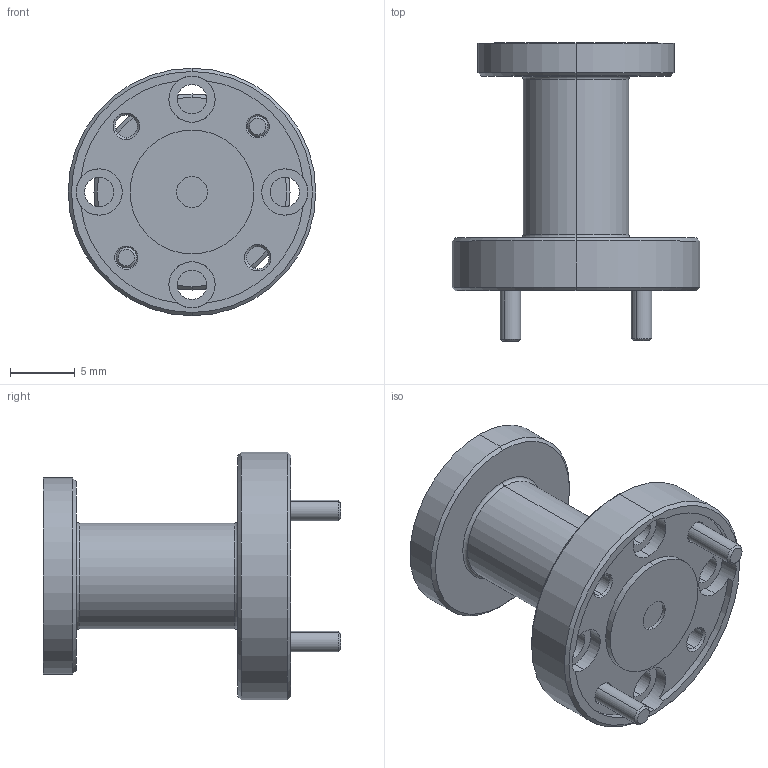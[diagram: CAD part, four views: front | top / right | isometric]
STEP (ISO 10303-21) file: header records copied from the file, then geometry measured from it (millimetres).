
FILE_DESCRIPTION (( 'STEP AP203' ), '1' );
FILE_NAME ('AH-CF10-094-A.STEP', '2023-10-06T17:06:41', ( '' ), ( '' ), 'SwSTEP 2.0', 'SolidWorks 2021', '' );
FILE_SCHEMA (( 'CONFIG_CONTROL_DESIGN' ));
Length unit declared in the file: inch
Products named in the file (1): AH-CF10-094-A
Bounding box: 19.05 x 22.92 x 19.05 mm (x, y, z)
Volume: 2088.5 mm3; surface area: 1745 mm2
Topology: 3 solids, 3 shells, 86 faces, 196 edges, 122 vertices
Faces by surface type: cylinder 44, cone 22, plane 16, torus 4
Entity records: 2565 total; most frequent: DIRECTION 496, CARTESIAN_POINT 405, ORIENTED_EDGE 392, AXIS2_PLACEMENT_3D 213, EDGE_CURVE 196, CIRCLE 126, VERTEX_POINT 122, EDGE_LOOP 108
